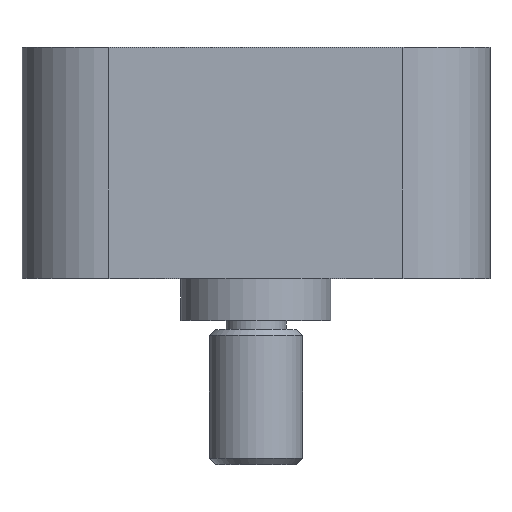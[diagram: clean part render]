
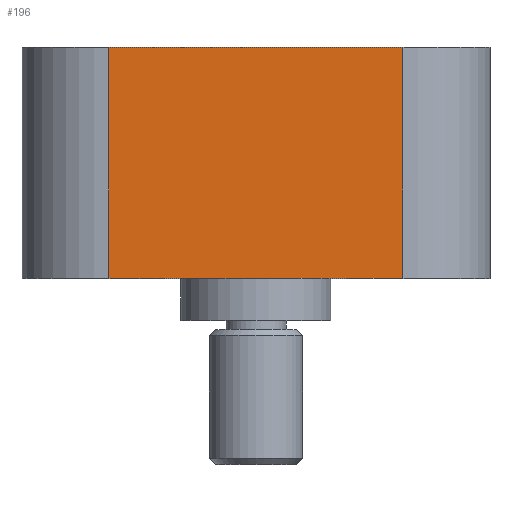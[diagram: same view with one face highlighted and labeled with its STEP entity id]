
A CAD part, top view. The second image highlights one B-rep face of the part: STEP entity #196.
In plain terms, the highlighted planar face has unit normal (0, 0, 1).
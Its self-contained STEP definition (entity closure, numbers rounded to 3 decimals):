
#196=ADVANCED_FACE('FACE54',(#412),#413,.T.);
#412=FACE_OUTER_BOUND('',#634,.T.);
#413=PLANE('',#635);
#634=EDGE_LOOP('',(#1132,#1133,#1134,#1135));
#635=AXIS2_PLACEMENT_3D('',#1136,#1137,#1138);
#1132=ORIENTED_EDGE('',*,*,#1423,.F.);
#1133=ORIENTED_EDGE('',*,*,#1425,.T.);
#1134=ORIENTED_EDGE('',*,*,#1426,.T.);
#1135=ORIENTED_EDGE('',*,*,#1415,.T.);
#1136=CARTESIAN_POINT('',(-12.446,7.849,63.246));
#1137=DIRECTION('',(0.,0.,1.0));
#1138=DIRECTION('',(1.0,0.0,0.));
#1415=EDGE_CURVE('EDGE125',#1718,#1716,#1719,.T.);
#1423=EDGE_CURVE('EDGE131',#1728,#1716,#1730,.T.);
#1425=EDGE_CURVE('EDGE132',#1728,#1732,#1733,.T.);
#1426=EDGE_CURVE('EDGE133',#1732,#1718,#1734,.T.);
#1716=VERTEX_POINT('VERTEX85',#2105);
#1718=VERTEX_POINT('VERTEX86',#2107);
#1719=LINE('',#2108,#2109);
#1728=VERTEX_POINT('VERTEX89',#2121);
#1730=LINE('',#2123,#2124);
#1732=VERTEX_POINT('VERTEX90',#2126);
#1733=LINE('',#2127,#2128);
#1734=LINE('',#2129,#2130);
#2105=CARTESIAN_POINT('',(12.446,-11.709,63.246));
#2107=CARTESIAN_POINT('',(-12.446,-11.709,63.246));
#2108=CARTESIAN_POINT('',(12.446,-11.709,63.246));
#2109=VECTOR('',#2412,25.4);
#2121=CARTESIAN_POINT('',(12.446,7.849,63.246));
#2123=CARTESIAN_POINT('',(12.446,7.849,63.246));
#2124=VECTOR('',#2422,25.4);
#2126=CARTESIAN_POINT('',(-12.446,7.849,63.246));
#2127=CARTESIAN_POINT('',(12.446,7.849,63.246));
#2128=VECTOR('',#2423,25.4);
#2129=CARTESIAN_POINT('',(-12.446,7.849,63.246));
#2130=VECTOR('',#2424,25.4);
#2412=DIRECTION('',(1.0,0.,0.));
#2422=DIRECTION('',(0.0,-1.0,0.));
#2423=DIRECTION('',(-1.0,0.,0.));
#2424=DIRECTION('',(0.0,-1.0,0.));
